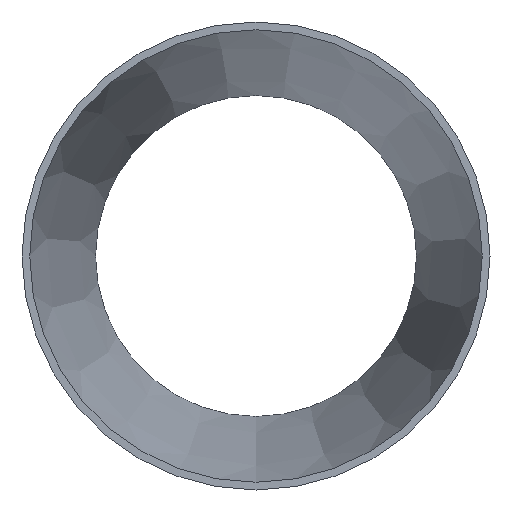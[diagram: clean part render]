
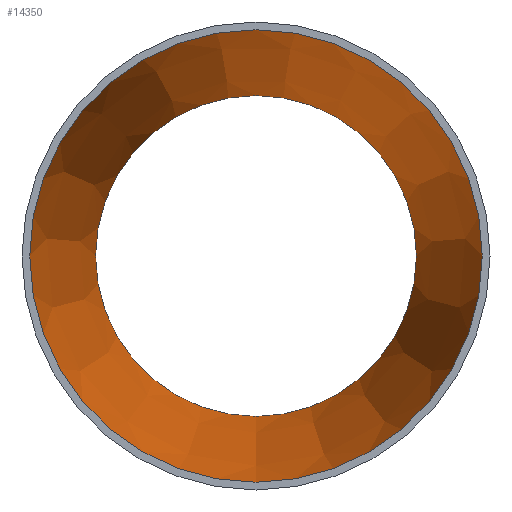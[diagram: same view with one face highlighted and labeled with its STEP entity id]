
A CAD part, front view. The second image highlights one B-rep face of the part: STEP entity #14350.
In plain terms, the highlighted conical face has half-angle 9.07 degrees and reference radius 76.867 mm.
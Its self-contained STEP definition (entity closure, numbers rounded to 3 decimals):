
#797 = EDGE_LOOP ( 'NONE', ( #24453 ) ) ;
#944 = DIRECTION ( 'NONE',  ( 0., -1., 0. ) ) ;
#1466 = VERTEX_POINT ( 'NONE', #17012 ) ;
#7233 = VERTEX_POINT ( 'NONE', #16884 ) ;
#7595 = DIRECTION ( 'NONE',  ( 0., -1., 0. ) ) ;
#8103 = CIRCLE ( 'NONE', #10168, 76.867 ) ;
#8913 = CARTESIAN_POINT ( 'NONE',  ( 0., 140., 0. ) ) ;
#9740 = CARTESIAN_POINT ( 'NONE',  ( 0., 0., 0. ) ) ;
#10168 = AXIS2_PLACEMENT_3D ( 'NONE', #9740, #21445, #19515 ) ;
#13264 = CARTESIAN_POINT ( 'NONE',  ( 0., 0., 0. ) ) ;
#14350 = ADVANCED_FACE ( 'NONE', ( #25186, #17361 ), #15589, .F. ) ;
#14740 = AXIS2_PLACEMENT_3D ( 'NONE', #8913, #944, #24207 ) ;
#15589 = CONICAL_SURFACE ( 'NONE', #20905, 76.867, 0.158 ) ;
#16884 = CARTESIAN_POINT ( 'NONE',  ( 0., 140., -54.517 ) ) ;
#17012 = CARTESIAN_POINT ( 'NONE',  ( 0., 0., -76.867 ) ) ;
#17361 = FACE_OUTER_BOUND ( 'NONE', #19913, .T. ) ;
#18987 = ORIENTED_EDGE ( 'NONE', *, *, #20470, .T. ) ;
#19290 = DIRECTION ( 'NONE',  ( 0., 0., -1. ) ) ;
#19515 = DIRECTION ( 'NONE',  ( 0., 0., -1. ) ) ;
#19913 = EDGE_LOOP ( 'NONE', ( #18987 ) ) ;
#20470 = EDGE_CURVE ( 'NONE', #1466, #1466, #8103, .T. ) ;
#20905 = AXIS2_PLACEMENT_3D ( 'NONE', #13264, #7595, #19290 ) ;
#21445 = DIRECTION ( 'NONE',  ( 0., -1., 0. ) ) ;
#22996 = EDGE_CURVE ( 'NONE', #7233, #7233, #25370, .T. ) ;
#24207 = DIRECTION ( 'NONE',  ( 0., 0., -1. ) ) ;
#24453 = ORIENTED_EDGE ( 'NONE', *, *, #22996, .F. ) ;
#25186 = FACE_BOUND ( 'NONE', #797, .T. ) ;
#25370 = CIRCLE ( 'NONE', #14740, 54.517 ) ;
